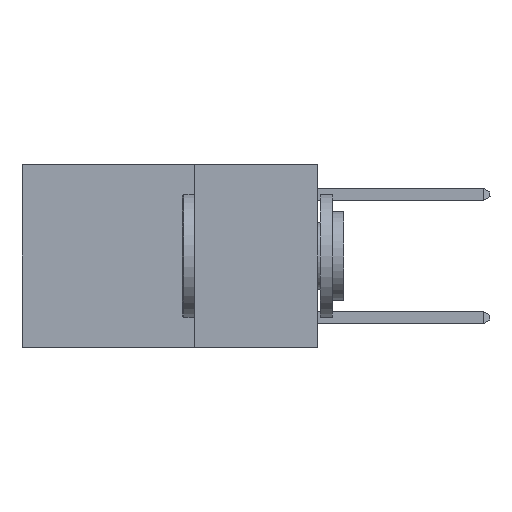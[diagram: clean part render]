
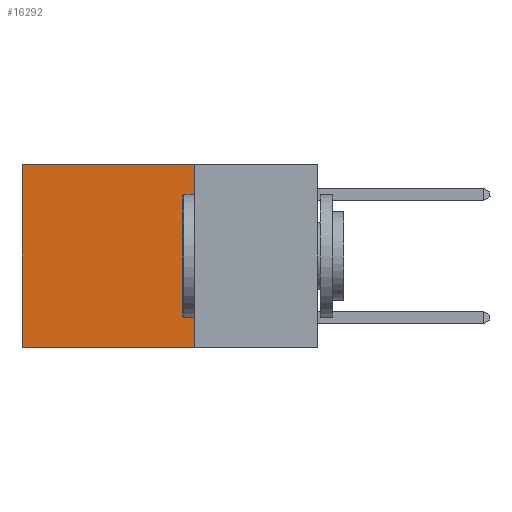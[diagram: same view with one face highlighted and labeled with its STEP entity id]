
A CAD part, left-side view. The second image highlights one B-rep face of the part: STEP entity #16292.
In plain terms, the highlighted planar face has unit normal (-1, 0, 0).
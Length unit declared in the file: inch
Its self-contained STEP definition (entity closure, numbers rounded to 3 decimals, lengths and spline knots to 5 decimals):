
#142 = VECTOR ( 'NONE', #7983, 39.37008 ) ;
#726 = EDGE_CURVE ( 'NONE', #5416, #31368, #18167, .T. ) ;
#1013 = FACE_OUTER_BOUND ( 'NONE', #8231, .T. ) ;
#1876 = ORIENTED_EDGE ( 'NONE', *, *, #7563, .T. ) ;
#4144 = AXIS2_PLACEMENT_3D ( 'NONE', #29872, #25370, #27927 ) ;
#5416 = VERTEX_POINT ( 'NONE', #11405 ) ;
#7096 = VECTOR ( 'NONE', #25385, 39.37008 ) ;
#7563 = EDGE_CURVE ( 'NONE', #14357, #15559, #20168, .T. ) ;
#7744 = CARTESIAN_POINT ( 'NONE',  ( 0.2625, 0.25, -0.37 ) ) ;
#7983 = DIRECTION ( 'NONE',  ( 0., 0., -1. ) ) ;
#8231 = EDGE_LOOP ( 'NONE', ( #1876, #8240, #10749, #10681 ) ) ;
#8240 = ORIENTED_EDGE ( 'NONE', *, *, #16331, .F. ) ;
#10681 = ORIENTED_EDGE ( 'NONE', *, *, #17777, .T. ) ;
#10749 = ORIENTED_EDGE ( 'NONE', *, *, #726, .F. ) ;
#11083 = CARTESIAN_POINT ( 'NONE',  ( 0.2625, 0.25, 0. ) ) ;
#11405 = CARTESIAN_POINT ( 'NONE',  ( 0.2625, 0.25, 0. ) ) ;
#13219 = CARTESIAN_POINT ( 'NONE',  ( 0.2625, 0.25, -0.37 ) ) ;
#14355 = CARTESIAN_POINT ( 'NONE',  ( 0.2625, 0.6, 0. ) ) ;
#14357 = VERTEX_POINT ( 'NONE', #14355 ) ;
#15438 = DIRECTION ( 'NONE',  ( 0., 1., 0. ) ) ;
#15559 = VERTEX_POINT ( 'NONE', #16130 ) ;
#16065 = DIRECTION ( 'NONE',  ( 0., 1., 0. ) ) ;
#16130 = CARTESIAN_POINT ( 'NONE',  ( 0.2625, 0.6, -0.37 ) ) ;
#16292 = ADVANCED_FACE ( 'NONE', ( #1013 ), #24901, .F. ) ;
#16331 = EDGE_CURVE ( 'NONE', #31368, #15559, #20394, .T. ) ;
#17777 = EDGE_CURVE ( 'NONE', #5416, #14357, #20868, .T. ) ;
#18167 = LINE ( 'NONE', #25239, #7096 ) ;
#20168 = LINE ( 'NONE', #29948, #142 ) ;
#20394 = LINE ( 'NONE', #7744, #26157 ) ;
#20868 = LINE ( 'NONE', #11083, #23174 ) ;
#23174 = VECTOR ( 'NONE', #16065, 39.37008 ) ;
#24901 = PLANE ( 'NONE',  #4144 ) ;
#25239 = CARTESIAN_POINT ( 'NONE',  ( 0.2625, 0.25, 0. ) ) ;
#25370 = DIRECTION ( 'NONE',  ( 1., 0., 0. ) ) ;
#25385 = DIRECTION ( 'NONE',  ( 0., 0., -1. ) ) ;
#26157 = VECTOR ( 'NONE', #15438, 39.37008 ) ;
#27927 = DIRECTION ( 'NONE',  ( 0., 0., -1. ) ) ;
#29872 = CARTESIAN_POINT ( 'NONE',  ( 0.2625, 0.25, 0. ) ) ;
#29948 = CARTESIAN_POINT ( 'NONE',  ( 0.2625, 0.6, 0. ) ) ;
#31368 = VERTEX_POINT ( 'NONE', #13219 ) ;
